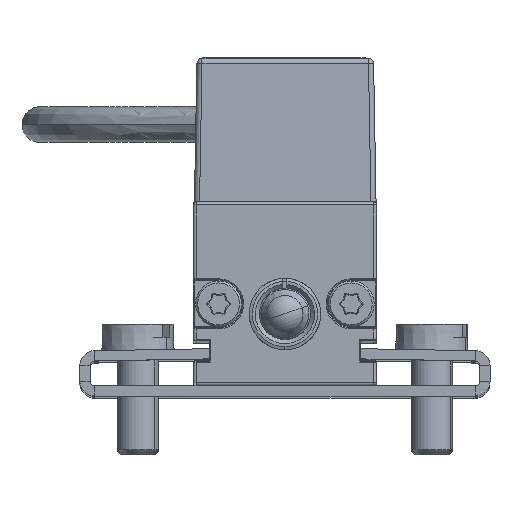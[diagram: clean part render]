
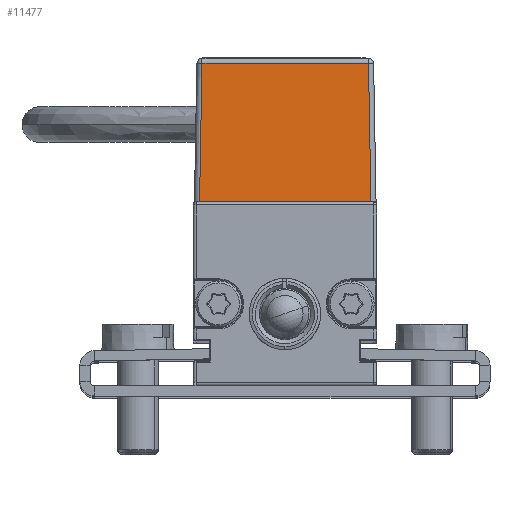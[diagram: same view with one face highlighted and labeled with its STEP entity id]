
A CAD part, top view. The second image highlights one B-rep face of the part: STEP entity #11477.
In plain terms, the highlighted planar face has unit normal (0, 0.018, 1).
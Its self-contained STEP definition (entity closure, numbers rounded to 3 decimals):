
#1458 = ORIENTED_EDGE ( 'NONE', *, *, #11340, .T. ) ;
#1459 = ORIENTED_EDGE ( 'NONE', *, *, #11332, .T. ) ;
#1460 = ORIENTED_EDGE ( 'NONE', *, *, #11341, .T. ) ;
#1461 = ORIENTED_EDGE ( 'NONE', *, *, #11342, .T. ) ;
#1853 = EDGE_LOOP ( 'NONE', ( #1458, #1459, #1460, #1461 ) ) ;
#2272 = VERTEX_POINT ( 'NONE', #13859 ) ;
#2287 = VERTEX_POINT ( 'NONE', #13874 ) ;
#8320 = VERTEX_POINT ( 'NONE', #17615 ) ;
#8524 = VERTEX_POINT ( 'NONE', #17743 ) ;
#11332 = EDGE_CURVE ( 'NONE', #2287, #8524, #20832, .T. ) ;
#11340 = EDGE_CURVE ( 'NONE', #2272, #2287, #20860, .T. ) ;
#11341 = EDGE_CURVE ( 'NONE', #8524, #8320, #20863, .T. ) ;
#11342 = EDGE_CURVE ( 'NONE', #8320, #2272, #20866, .T. ) ;
#11477 = ADVANCED_FACE ( 'NONE', ( #21475 ), #21431, .T. ) ;
#13859 = CARTESIAN_POINT ( 'NONE',  ( 8.426, 18., 161.009 ) ) ;
#13874 = CARTESIAN_POINT ( 'NONE',  ( 8.189, 31.583, 160.771 ) ) ;
#17615 = CARTESIAN_POINT ( 'NONE',  ( -8.366, 18., 161.009 ) ) ;
#17743 = CARTESIAN_POINT ( 'NONE',  ( -8.129, 31.583, 160.771 ) ) ;
#19687 = VECTOR ( 'NONE', #20836, 1000. ) ;
#19702 = VECTOR ( 'NONE', #20862, 1000. ) ;
#19703 = VECTOR ( 'NONE', #20865, 1000. ) ;
#19704 = VECTOR ( 'NONE', #20868, 1000. ) ;
#19851 = AXIS2_PLACEMENT_3D ( 'NONE', #21506, #21508, #21510 ) ;
#20822 = CARTESIAN_POINT ( 'NONE',  ( -8.868, 31.583, 160.771 ) ) ;
#20832 = LINE ( 'NONE', #20822, #19687 ) ;
#20836 = DIRECTION ( 'NONE',  ( -1., 0., 0. ) ) ;
#20860 = LINE ( 'NONE', #20861, #19702 ) ;
#20861 = CARTESIAN_POINT ( 'NONE',  ( 8.421, 18.302, 161.003 ) ) ;
#20862 = DIRECTION ( 'NONE',  ( -0.017, 1., -0.017 ) ) ;
#20863 = LINE ( 'NONE', #20864, #19703 ) ;
#20864 = CARTESIAN_POINT ( 'NONE',  ( -8.366, 17.991, 161.009 ) ) ;
#20865 = DIRECTION ( 'NONE',  ( -0.017, -1., 0.017 ) ) ;
#20866 = LINE ( 'NONE', #20867, #19704 ) ;
#20867 = CARTESIAN_POINT ( 'NONE',  ( -8.868, 18., 161.009 ) ) ;
#20868 = DIRECTION ( 'NONE',  ( 1., 0., 0. ) ) ;
#21431 = PLANE ( 'NONE',  #19851 ) ;
#21475 = FACE_OUTER_BOUND ( 'NONE', #1853, .T. ) ;
#21506 = CARTESIAN_POINT ( 'NONE',  ( -8.868, 18., 161.009 ) ) ;
#21508 = DIRECTION ( 'NONE',  ( 0., 0.017, 1. ) ) ;
#21510 = DIRECTION ( 'NONE',  ( 0., -1., 0.017 ) ) ;
